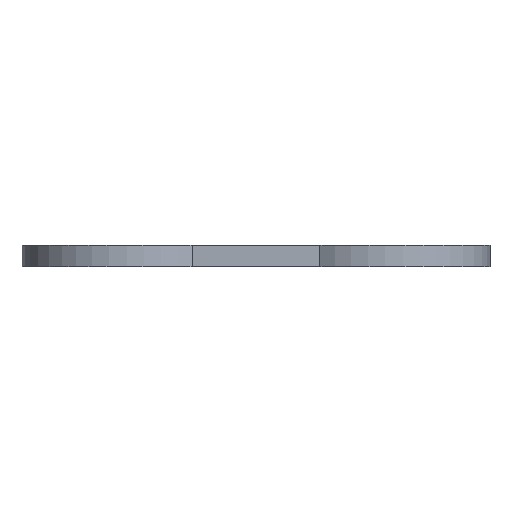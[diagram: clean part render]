
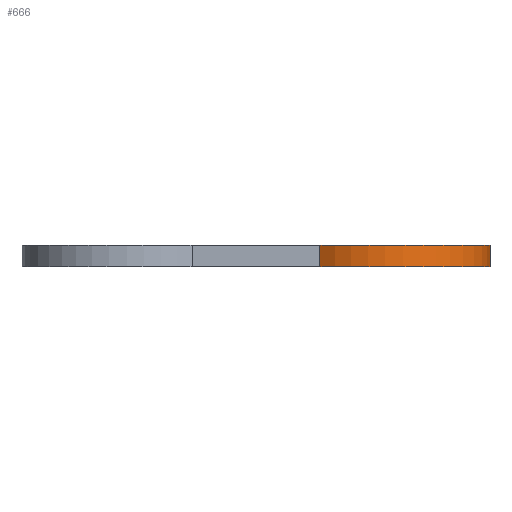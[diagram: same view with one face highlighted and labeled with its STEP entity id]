
A CAD part, front view. The second image highlights one B-rep face of the part: STEP entity #666.
In plain terms, the highlighted cylindrical face has radius 5 mm (diameter 10 mm), a partial arc.
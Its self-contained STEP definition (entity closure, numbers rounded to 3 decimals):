
#66=FACE_OUTER_BOUND('',#102,.T.);
#102=EDGE_LOOP('',(#573,#574,#575,#576));
#132=LINE('',#1034,#196);
#170=LINE('',#1134,#234);
#196=VECTOR('',#822,10.);
#234=VECTOR('',#934,10.);
#246=CIRCLE('',#697,5.);
#266=CIRCLE('',#744,5.);
#289=VERTEX_POINT('',#994);
#290=VERTEX_POINT('',#996);
#306=VERTEX_POINT('',#1032);
#331=VERTEX_POINT('',#1132);
#355=EDGE_CURVE('',#290,#289,#246,.T.);
#374=EDGE_CURVE('',#289,#306,#132,.T.);
#423=EDGE_CURVE('',#331,#306,#266,.T.);
#424=EDGE_CURVE('',#290,#331,#170,.T.);
#573=ORIENTED_EDGE('',*,*,#355,.T.);
#574=ORIENTED_EDGE('',*,*,#374,.T.);
#575=ORIENTED_EDGE('',*,*,#423,.F.);
#576=ORIENTED_EDGE('',*,*,#424,.F.);
#634=CYLINDRICAL_SURFACE('',#743,5.);
#666=ADVANCED_FACE('',(#66),#634,.T.);
#697=AXIS2_PLACEMENT_3D('',#997,#790,#791);
#743=AXIS2_PLACEMENT_3D('',#1131,#930,#931);
#744=AXIS2_PLACEMENT_3D('',#1133,#932,#933);
#790=DIRECTION('center_axis',(0.,0.,
1.));
#791=DIRECTION('ref_axis',(-1.,0.,0.));
#822=DIRECTION('',(0.,0.,1.));
#930=DIRECTION('center_axis',(0.,0.,1.));
#931=DIRECTION('ref_axis',(0.624,-0.781,0.));
#932=DIRECTION('center_axis',(0.,0.,
1.));
#933=DIRECTION('ref_axis',(-1.,0.,0.));
#934=DIRECTION('',(0.,0.,1.));
#994=CARTESIAN_POINT('',(10.563,-7.956,89.));
#996=CARTESIAN_POINT('',(3.,-14.,89.));
#997=CARTESIAN_POINT('Origin',(6.,-10.,89.));
#1032=CARTESIAN_POINT('',(10.563,-7.956,90.));
#1034=CARTESIAN_POINT('',(10.563,-7.956,89.));
#1131=CARTESIAN_POINT('Origin',(6.,-10.,89.));
#1132=CARTESIAN_POINT('',(3.,-14.,90.));
#1133=CARTESIAN_POINT('Origin',(6.,-10.,90.));
#1134=CARTESIAN_POINT('',(3.,-14.,89.));
